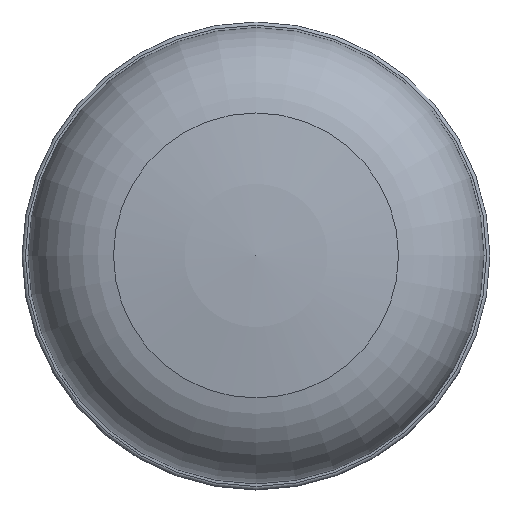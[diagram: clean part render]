
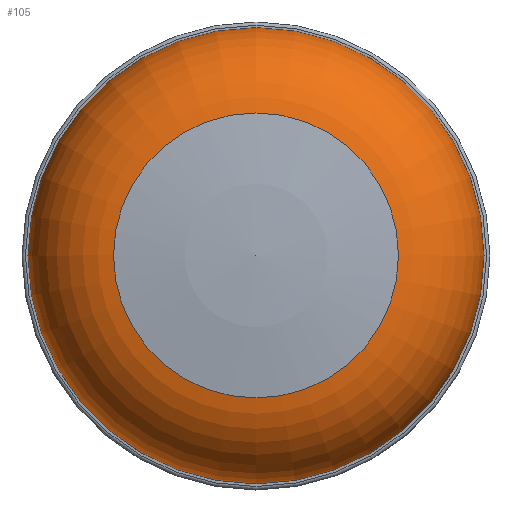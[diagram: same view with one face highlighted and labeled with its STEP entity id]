
A CAD part, top view. The second image highlights one B-rep face of the part: STEP entity #105.
In plain terms, the highlighted toroidal (fillet/blend) face has major radius 7.5 mm and minor radius 6 mm.
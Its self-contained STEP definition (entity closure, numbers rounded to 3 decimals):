
#19=FACE_BOUND($,#42,.T.);
#27=TOROIDAL_SURFACE($,#119,7.5,6.);
#31=FACE_OUTER_BOUND($,#41,.T.);
#41=EDGE_LOOP($,(#86));
#42=EDGE_LOOP($,(#87));
#58=CIRCLE($,#118,8.437);
#59=CIRCLE($,#120,13.5);
#67=VERTEX_POINT($,#178);
#68=VERTEX_POINT($,#181);
#76=EDGE_CURVE($,#67,#67,#58,.T.);
#77=EDGE_CURVE($,#68,#68,#59,.T.);
#86=ORIENTED_EDGE($,*,*,#76,.T.);
#87=ORIENTED_EDGE($,*,*,#77,.F.);
#105=ADVANCED_FACE($,(#31,#19),#27,.T.);
#118=AXIS2_PLACEMENT_3D($,#179,#140,#141);
#119=AXIS2_PLACEMENT_3D($,#180,#142,#143);
#120=AXIS2_PLACEMENT_3D($,#182,#144,#145);
#140=DIRECTION('center_axis',(0.,0.,-1.));
#141=DIRECTION('ref_axis',(-1.,0.,0.));
#142=DIRECTION('center_axis',(0.,0.,-1.));
#143=DIRECTION('ref_axis',(-1.,0.,0.));
#144=DIRECTION('center_axis',(0.,0.,-1.));
#145=DIRECTION('ref_axis',(-1.,0.,0.));
#178=CARTESIAN_POINT('',(-8.438,0.,21.837));
#179=CARTESIAN_POINT('Origin',(0.,0.,21.837));
#180=CARTESIAN_POINT('Origin',(0.,0.,15.91));
#181=CARTESIAN_POINT('',(0.,-13.5,15.91));
#182=CARTESIAN_POINT('Origin',(0.,0.,15.91));
